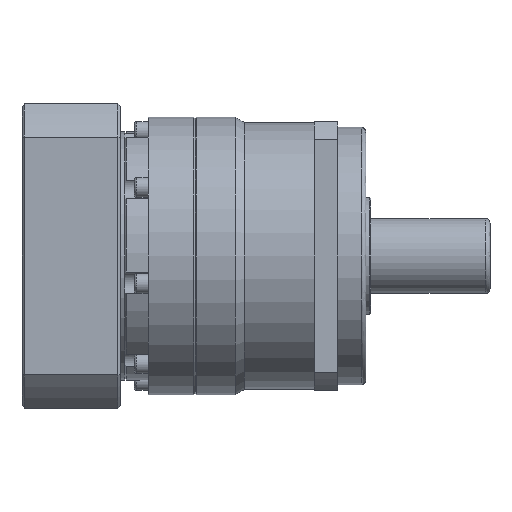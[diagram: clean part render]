
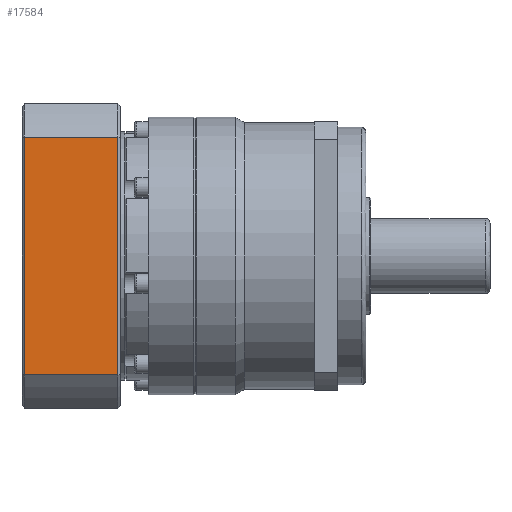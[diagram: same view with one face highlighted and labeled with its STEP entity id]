
A CAD part, front view. The second image highlights one B-rep face of the part: STEP entity #17584.
In plain terms, the highlighted planar face has unit normal (0, -1, 0).
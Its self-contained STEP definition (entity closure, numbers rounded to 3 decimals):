
#936 = CARTESIAN_POINT ( 'NONE',  ( -50.806, -65., 47. ) ) ;
#963 = DIRECTION ( 'NONE',  ( -1., 0., 0. ) ) ;
#1329 = FACE_OUTER_BOUND ( 'NONE', #8660, .T. ) ;
#2565 = DIRECTION ( 'NONE',  ( -1., 0., 0. ) ) ;
#2572 = CARTESIAN_POINT ( 'NONE',  ( 50.806, -65., 46. ) ) ;
#2580 = DIRECTION ( 'NONE',  ( 0., 0., -1. ) ) ;
#2811 = LINE ( 'NONE', #15712, #19270 ) ;
#3237 = LINE ( 'NONE', #10875, #20246 ) ;
#3341 = CARTESIAN_POINT ( 'NONE',  ( 50.806, -65., 6. ) ) ;
#4589 = LINE ( 'NONE', #15488, #12883 ) ;
#4679 = VECTOR ( 'NONE', #2580, 1000. ) ;
#5972 = CARTESIAN_POINT ( 'NONE',  ( 50.806, -65., 0. ) ) ;
#6101 = EDGE_CURVE ( 'NONE', #15602, #20020, #4589, .T. ) ;
#8660 = EDGE_LOOP ( 'NONE', ( #18849, #15191, #15379, #9695 ) ) ;
#9315 = DIRECTION ( 'NONE',  ( 1., 0., 0. ) ) ;
#9695 = ORIENTED_EDGE ( 'NONE', *, *, #18630, .F. ) ;
#10267 = VERTEX_POINT ( 'NONE', #2572 ) ;
#10875 = CARTESIAN_POINT ( 'NONE',  ( -50.806, -65., 46. ) ) ;
#12452 = DIRECTION ( 'NONE',  ( 0., 1., 0. ) ) ;
#12883 = VECTOR ( 'NONE', #18835, 1000. ) ;
#13472 = LINE ( 'NONE', #5972, #4679 ) ;
#14523 = VERTEX_POINT ( 'NONE', #3341 ) ;
#14889 = EDGE_CURVE ( 'NONE', #20020, #10267, #3237, .T. ) ;
#15191 = ORIENTED_EDGE ( 'NONE', *, *, #14889, .F. ) ;
#15379 = ORIENTED_EDGE ( 'NONE', *, *, #6101, .F. ) ;
#15488 = CARTESIAN_POINT ( 'NONE',  ( -50.806, -65., 0. ) ) ;
#15602 = VERTEX_POINT ( 'NONE', #16349 ) ;
#15689 = PLANE ( 'NONE',  #19008 ) ;
#15712 = CARTESIAN_POINT ( 'NONE',  ( -25.403, -65., 6. ) ) ;
#16349 = CARTESIAN_POINT ( 'NONE',  ( -50.806, -65., 6. ) ) ;
#17112 = EDGE_CURVE ( 'NONE', #10267, #14523, #13472, .T. ) ;
#17584 = ADVANCED_FACE ( 'NONE', ( #1329 ), #15689, .F. ) ;
#18630 = EDGE_CURVE ( 'NONE', #14523, #15602, #2811, .T. ) ;
#18835 = DIRECTION ( 'NONE',  ( 0., 0., 1. ) ) ;
#18849 = ORIENTED_EDGE ( 'NONE', *, *, #17112, .F. ) ;
#19008 = AXIS2_PLACEMENT_3D ( 'NONE', #936, #12452, #2565 ) ;
#19270 = VECTOR ( 'NONE', #963, 1000. ) ;
#20020 = VERTEX_POINT ( 'NONE', #20535 ) ;
#20246 = VECTOR ( 'NONE', #9315, 1000. ) ;
#20535 = CARTESIAN_POINT ( 'NONE',  ( -50.806, -65., 46. ) ) ;
